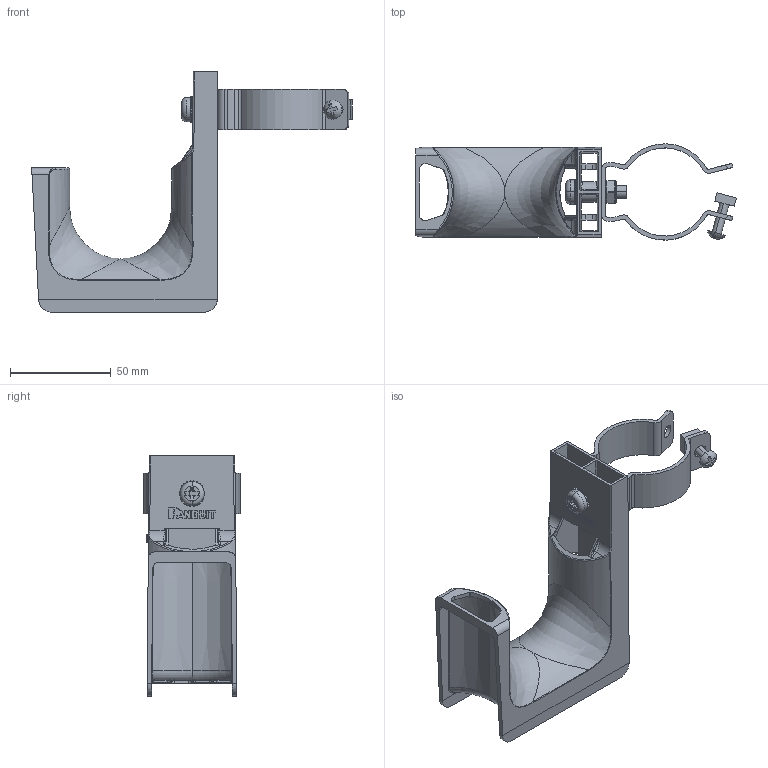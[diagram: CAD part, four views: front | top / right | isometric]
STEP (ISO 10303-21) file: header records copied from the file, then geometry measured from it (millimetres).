
FILE_DESCRIPTION (( 'STEP AP203' ), '1' );
FILE_NAME ('JP2UF100.STEP', '2016-02-09T20:58:27', ( 'IT' ), ( 'Panduit Corp.' ), 'SwSTEP 2.0', 'SolidWorks 2014', '' );
FILE_SCHEMA (( 'CONFIG_CONTROL_DESIGN' ));
Length unit declared in the file: inch
Products named in the file (11): JP2UF100; JP2UF100.sldasm-Part-3; JP2UF100.sldasm-Part-4; JP2UF100.sldasm-Part-5; JP2UF100.sldasm-Part-6; JP2UF100.sldasm-Part-7; JP2UF100.sldasm-Part-8; JP2UF100.sldasm-Part-9; JP2UF100.sldasm-Part-1; JP2UF100.sldasm-Part-10; JP2UF100.sldasm-Part-2
Assembly tree (10 placements, depth 2):
  JP2UF100
    JP2UF100.sldasm-Part-1
    JP2UF100.sldasm-Part-2
    JP2UF100.sldasm-Part-3
    JP2UF100.sldasm-Part-4
    JP2UF100.sldasm-Part-5
    JP2UF100.sldasm-Part-6
    JP2UF100.sldasm-Part-7
    JP2UF100.sldasm-Part-8
    JP2UF100.sldasm-Part-9
    JP2UF100.sldasm-Part-10
Bounding box: 158.94 x 47.67 x 119.06 mm (x, y, z)
Volume: 59829.5 mm3; surface area: 58646.6 mm2
Topology: 9 solids, 10 shells, 819 faces, 2176 edges, 1372 vertices
Faces by surface type: plane 301, cylinder 285, bspline 197, torus 16, cone 14, sphere 6
Entity records: 33060 total; most frequent: CARTESIAN_POINT 13320, ORIENTED_EDGE 4340, DIRECTION 3405, EDGE_CURVE 2172, VERTEX_POINT 1372, AXIS2_PLACEMENT_3D 1182, LINE 1041, VECTOR 1041
